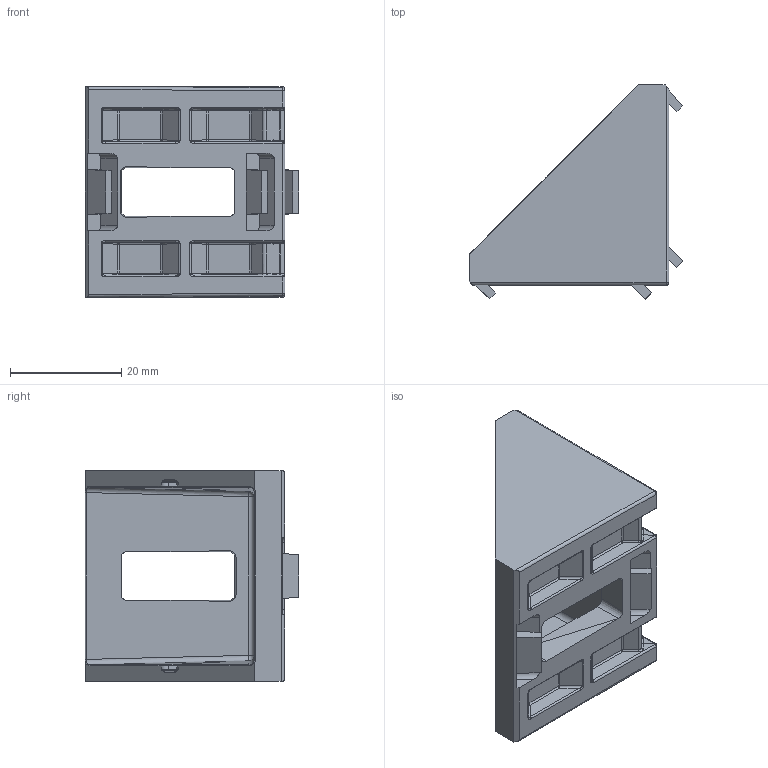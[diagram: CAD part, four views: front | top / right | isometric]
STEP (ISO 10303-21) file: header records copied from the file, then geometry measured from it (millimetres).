
FILE_DESCRIPTION (( 'STEP AP203' ), '1' );
FILE_NAME ('148916-10.step', '2025-04-29T17:03:58', ( '' ), ( '' ), 'SwSTEP 2.0', 'SolidWorks 2024', '' );
FILE_SCHEMA (( 'CONFIG_CONTROL_DESIGN' ));
Length unit declared in the file: millimetre
Products named in the file (1): 148916-10
Bounding box: 38.52 x 38.52 x 38 mm (x, y, z)
Volume: 12877.7 mm3; surface area: 8696.3 mm2
Topology: 1 solids, 1 shells, 387 faces, 923 edges, 530 vertices
Faces by surface type: cylinder 149, plane 110, bspline 91, sphere 20, cone 9, torus 8
Entity records: 12265 total; most frequent: CARTESIAN_POINT 4175, ORIENTED_EDGE 1814, DIRECTION 1520, EDGE_CURVE 907, AXIS2_PLACEMENT_3D 545, VERTEX_POINT 530, VECTOR 430, LINE 430
